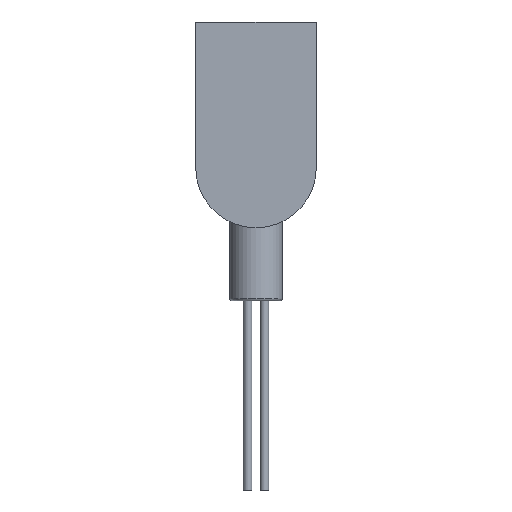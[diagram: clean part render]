
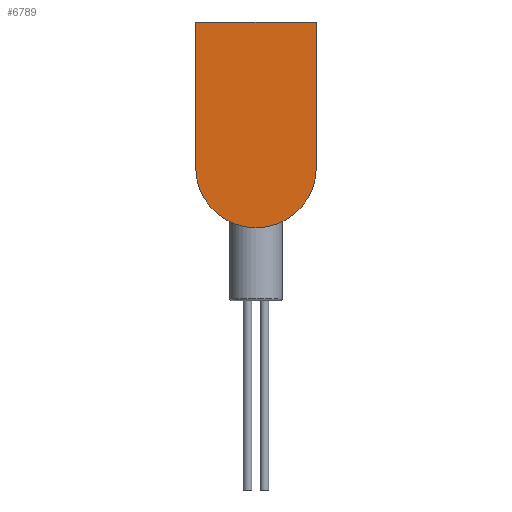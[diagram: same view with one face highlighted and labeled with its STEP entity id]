
A CAD part, front view. The second image highlights one B-rep face of the part: STEP entity #6789.
In plain terms, the highlighted planar face has unit normal (0, -1, 0).
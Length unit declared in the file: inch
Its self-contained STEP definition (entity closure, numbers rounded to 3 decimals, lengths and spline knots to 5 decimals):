
#255=CIRCLE($,#7258,0.5);
#1037=FACE_OUTER_BOUND($,#1526,.T.);
#1526=EDGE_LOOP($,(#5087,#5088,#5089,#5090));
#2114=LINE($,#10333,#2562);
#2153=LINE($,#11838,#2601);
#2155=LINE($,#11842,#2603);
#2562=VECTOR($,#8019,1.);
#2601=VECTOR($,#8194,1.207);
#2603=VECTOR($,#8198,1.207);
#3007=VERTEX_POINT($,#10331);
#3008=VERTEX_POINT($,#10332);
#3129=VERTEX_POINT($,#11837);
#3130=VERTEX_POINT($,#11841);
#3760=EDGE_CURVE($,#3007,#3008,#2114,.T.);
#3883=EDGE_CURVE($,#3129,#3008,#2153,.T.);
#3885=EDGE_CURVE($,#3130,#3007,#2155,.T.);
#3886=EDGE_CURVE($,#3129,#3130,#255,.T.);
#5087=ORIENTED_EDGE($,*,*,#3883,.T.);
#5088=ORIENTED_EDGE($,*,*,#3760,.F.);
#5089=ORIENTED_EDGE($,*,*,#3885,.F.);
#5090=ORIENTED_EDGE($,*,*,#3886,.F.);
#6439=PLANE($,#7257);
#6789=ADVANCED_FACE($,(#1037),#6439,.T.);
#7257=AXIS2_PLACEMENT_3D($,#11840,#8196,#8197);
#7258=AXIS2_PLACEMENT_3D($,#11843,#8199,#8200);
#8019=DIRECTION($,(1.,0.,0.));
#8194=DIRECTION($,(0.,0.,1.));
#8196=DIRECTION('center_axis',(0.,-1.,0.));
#8197=DIRECTION('ref_axis',(0.,0.,-1.));
#8198=DIRECTION($,(0.,0.,1.));
#8199=DIRECTION('center_axis',(0.,1.,0.));
#8200=DIRECTION('ref_axis',(0.,0.,-1.));
#10331=CARTESIAN_POINT('',(-0.5,-0.282,0.007));
#10332=CARTESIAN_POINT('',(0.5,-0.282,0.007));
#10333=CARTESIAN_POINT($,(-0.5,-0.282,0.007));
#11837=CARTESIAN_POINT('',(0.5,-0.282,-1.2));
#11838=CARTESIAN_POINT($,(0.5,-0.282,-1.2));
#11840=CARTESIAN_POINT('Origin',(-0.5,-0.282,-1.2));
#11841=CARTESIAN_POINT('',(-0.5,-0.282,-1.2));
#11842=CARTESIAN_POINT($,(-0.5,-0.282,-1.2));
#11843=CARTESIAN_POINT('Origin',(0.,-0.282,-1.2));
